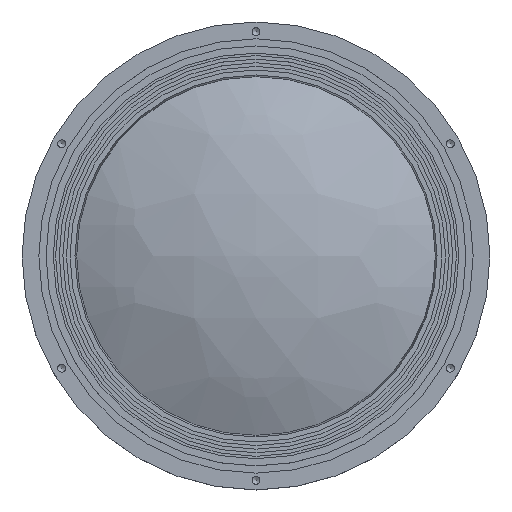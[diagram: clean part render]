
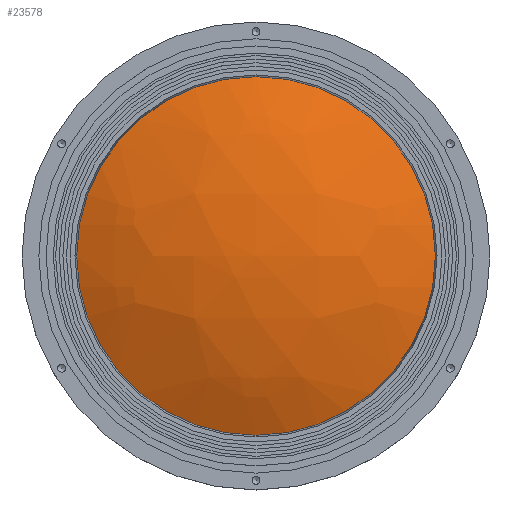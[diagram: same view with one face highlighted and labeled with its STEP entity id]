
A CAD part, top view. The second image highlights one B-rep face of the part: STEP entity #23578.
In plain terms, the highlighted free-form (B-spline) face has degree [3, 3] with [4, 4] control points.
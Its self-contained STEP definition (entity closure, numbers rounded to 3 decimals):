
#6994 = CARTESIAN_POINT ( 'NONE',  ( 27.752, 27.217, 12.192 ) ) ;
#9742 = CARTESIAN_POINT ( 'NONE',  ( 68.702, -75.58, -32.012 ) ) ;
#23578 = ADVANCED_FACE ( 'NONE', ( #124965 ), #30458, .T. ) ;
#25281 = CARTESIAN_POINT ( 'NONE',  ( -68.853, 76.029, -32.315 ) ) ;
#26656 = CARTESIAN_POINT ( 'NONE',  ( 78.347, -26.704, -11.382 ) ) ;
#30458 =( BOUNDED_SURFACE ( )  B_SPLINE_SURFACE ( 3, 3, ( 
 ( #25281, #259456, #91129, #134597 ),
 ( #199039, #51843, #6994, #112165 ),
 ( #67345, #238393, #175242, #26656 ),
 ( #133219, #218732, #179393, #9742 ) ),
 .UNSPECIFIED., .F., .F., .F. ) 
 B_SPLINE_SURFACE_WITH_KNOTS ( ( 4, 4 ),
 ( 4, 4 ),
 ( 0., 1. ),
 ( 0., 1. ),
 .UNSPECIFIED. ) 
 GEOMETRIC_REPRESENTATION_ITEM ( )  RATIONAL_B_SPLINE_SURFACE ( (
 ( 1., 0.937, 0.937, 1.),
 ( 0.937, 0.878, 0.878, 0.937),
 ( 0.937, 0.878, 0.878, 0.937),
 ( 1., 0.937, 0.937, 1.) ) ) 
 REPRESENTATION_ITEM ( '' )  SURFACE ( )  );
#34645 = DIRECTION ( 'NONE',  ( 0., 0., 1. ) ) ;
#51843 = CARTESIAN_POINT ( 'NONE',  ( -28.066, 27.217, 12.146 ) ) ;
#67345 = CARTESIAN_POINT ( 'NONE',  ( -78.622, -26.704, -11.51 ) ) ;
#73467 = VERTEX_POINT ( 'NONE', #265557 ) ;
#82105 = EDGE_LOOP ( 'NONE', ( #147734 ) ) ;
#91129 = CARTESIAN_POINT ( 'NONE',  ( 24.314, 76.029, -11.49 ) ) ;
#99129 = DIRECTION ( 'NONE',  ( 0., -1., 0. ) ) ;
#112165 = CARTESIAN_POINT ( 'NONE',  ( 78.316, 27.217, -11.449 ) ) ;
#124965 = FACE_OUTER_BOUND ( 'NONE', #82105, .T. ) ;
#133219 = CARTESIAN_POINT ( 'NONE',  ( -68.943, -75.58, -32.125 ) ) ;
#134597 = CARTESIAN_POINT ( 'NONE',  ( 68.613, 76.029, -32.202 ) ) ;
#147734 = ORIENTED_EDGE ( 'NONE', *, *, #190711, .T. ) ;
#175242 = CARTESIAN_POINT ( 'NONE',  ( 27.763, -26.704, 12.269 ) ) ;
#179393 = CARTESIAN_POINT ( 'NONE',  ( 24.345, -75.58, -11.273 ) ) ;
#190711 = EDGE_CURVE ( 'NONE', #73467, #73467, #209938, .T. ) ;
#199039 = CARTESIAN_POINT ( 'NONE',  ( -78.59, 27.217, -11.578 ) ) ;
#209938 = CIRCLE ( 'NONE', #254590, 74.738 ) ;
#218732 = CARTESIAN_POINT ( 'NONE',  ( -24.62, -75.58, -11.313 ) ) ;
#226721 = CARTESIAN_POINT ( 'NONE',  ( 0., 0., -16.354 ) ) ;
#238393 = CARTESIAN_POINT ( 'NONE',  ( -28.077, -26.704, 12.223 ) ) ;
#254590 = AXIS2_PLACEMENT_3D ( 'NONE', #226721, #34645, #99129 ) ;
#259456 = CARTESIAN_POINT ( 'NONE',  ( -24.588, 76.029, -11.53 ) ) ;
#265557 = CARTESIAN_POINT ( 'NONE',  ( 0., -74.738, -16.354 ) ) ;
